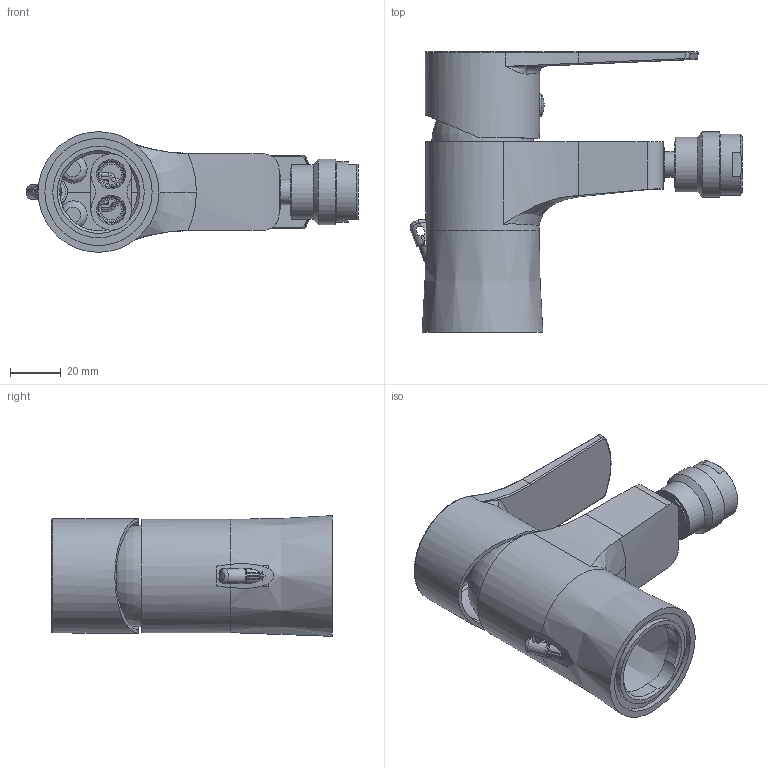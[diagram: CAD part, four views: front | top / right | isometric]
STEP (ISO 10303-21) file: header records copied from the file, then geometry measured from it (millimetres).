
FILE_DESCRIPTION (( 'STEP AP203' ), '1' );
FILE_NAME ('18BP06079.STEP', '2021-12-14T09:39:15', ( '' ), ( '' ), 'SwSTEP 2.0', 'SolidWorks 2021', '' );
FILE_SCHEMA (( 'CONFIG_CONTROL_DESIGN' ));
Products named in the file (1): 18BP06079
Bounding box: 130.67 x 110.45 x 47.5 mm (x, y, z)
Volume: 86792.5 mm3; surface area: 69271.7 mm2
Topology: 10 solids, 10 shells, 1333 faces, 3582 edges, 2331 vertices
Faces by surface type: plane 964, cylinder 173, bspline 144, cone 35, torus 12, sphere 5
Full cylindrical faces by diameter (mm): 4.2 x1, 5.1 x2, 6 x2, 6.8 x1, 8 x2, 9 x2, 9.5 x1, 10 x3, 10.6 x2, 11 x3, 12 x1, 12.6 x1, 13.5 x1, 13.6 x1, 16.4 x1, 18.1 x2, 18.5 x2, 19 x1, 19.7 x1, 20 x2, 21 x1, 21.1 x1, 21.5 x1, 22.5 x2, 23 x1, 23.85 x1, 24 x1, 24.5 x1, 25.8 x1, 31 x1
Entity records: 51487 total; most frequent: CARTESIAN_POINT 19500, ORIENTED_EDGE 6912, DIRECTION 5809, EDGE_CURVE 3456, VECTOR 2581, LINE 2581, VERTEX_POINT 2300, EDGE_LOOP 1658
